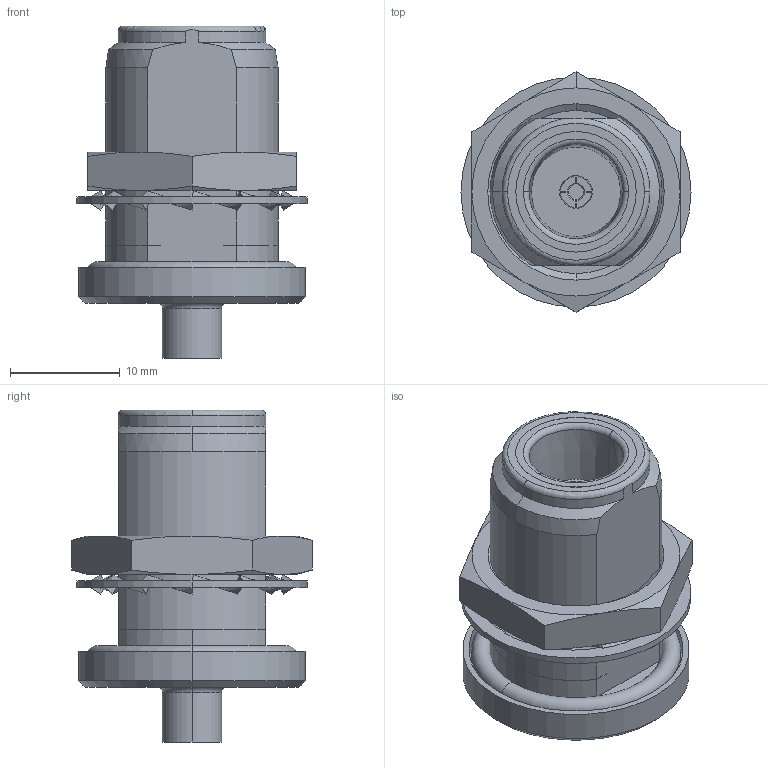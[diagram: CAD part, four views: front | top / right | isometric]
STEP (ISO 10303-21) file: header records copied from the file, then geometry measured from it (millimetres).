
FILE_DESCRIPTION (( 'STEP AP214' ), '1' );
FILE_NAME ('J01021A0151.STEP', '2014-08-28T10:02:37', ( '' ), ( '' ), 'SwSTEP 2.0', 'SolidWorks 2014', '' );
FILE_SCHEMA (( 'AUTOMOTIVE_DESIGN' ));
Length unit declared in the file: millimetre
Products named in the file (1): J01021A0151
Bounding box: 21 x 21.94 x 30.3 mm (x, y, z)
Volume: 5176 mm3; surface area: 3952.2 mm2
Topology: 3 solids, 4 shells, 186 faces, 461 edges, 288 vertices
Faces by surface type: plane 63, cylinder 41, bspline 36, cone 36, torus 10
Entity records: 8338 total; most frequent: CARTESIAN_POINT 2134, ORIENTED_EDGE 922, DIRECTION 757, EDGE_CURVE 461, VERTEX_POINT 288, AXIS2_PLACEMENT_3D 287, EDGE_LOOP 201, UNCERTAINTY_MEASURE_WITH_UNIT 188
